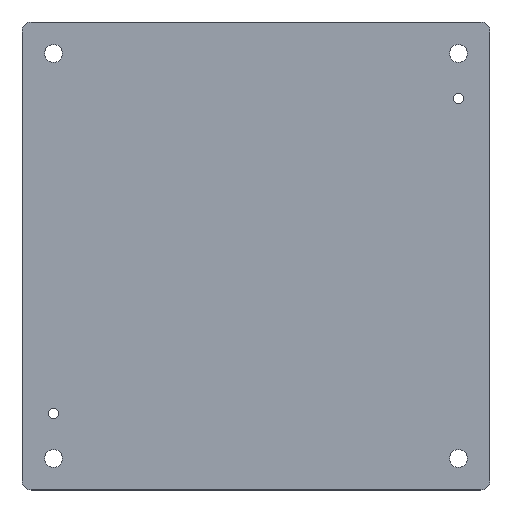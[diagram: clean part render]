
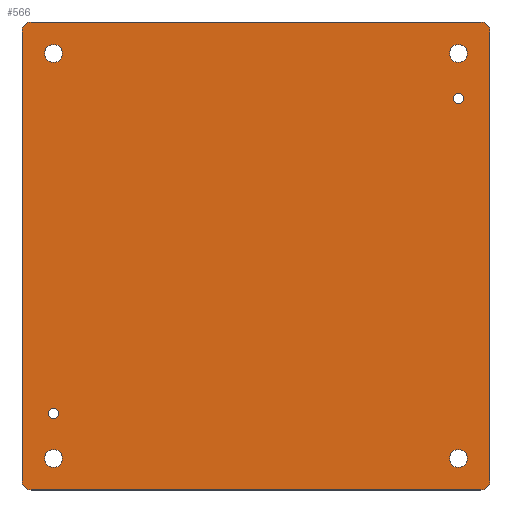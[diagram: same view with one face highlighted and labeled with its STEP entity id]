
A CAD part, top view. The second image highlights one B-rep face of the part: STEP entity #566.
In plain terms, the highlighted planar face has unit normal (0, 0, 1).
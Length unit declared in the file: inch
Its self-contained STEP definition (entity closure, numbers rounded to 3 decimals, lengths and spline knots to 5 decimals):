
#2 = ORIENTED_EDGE ( 'NONE', *, *, #342, .F. ) ;
#7 = CIRCLE ( 'NONE', #17, 0.25 ) ;
#9 = EDGE_CURVE ( 'NONE', #260, #260, #7, .T. ) ;
#13 = CARTESIAN_POINT ( 'NONE',  ( 6.25, 6.25, 0. ) ) ;
#17 = AXIS2_PLACEMENT_3D ( 'NONE', #439, #309, #583 ) ;
#31 = EDGE_CURVE ( 'NONE', #320, #345, #338, .T. ) ;
#33 = AXIS2_PLACEMENT_3D ( 'NONE', #445, #258, #46 ) ;
#34 = AXIS2_PLACEMENT_3D ( 'NONE', #308, #369, #174 ) ;
#38 = CARTESIAN_POINT ( 'NONE',  ( -5.375, -5.625, 0. ) ) ;
#43 = VERTEX_POINT ( 'NONE', #365 ) ;
#44 = CIRCLE ( 'NONE', #413, 0.25 ) ;
#45 = ORIENTED_EDGE ( 'NONE', *, *, #112, .F. ) ;
#46 = DIRECTION ( 'NONE',  ( 1., 0., 0. ) ) ;
#67 = CIRCLE ( 'NONE', #540, 0.25 ) ;
#69 = VERTEX_POINT ( 'NONE', #358 ) ;
#72 = ORIENTED_EDGE ( 'NONE', *, *, #31, .F. ) ;
#73 = ORIENTED_EDGE ( 'NONE', *, *, #123, .T. ) ;
#76 = DIRECTION ( 'NONE',  ( 1., 0., 0. ) ) ;
#85 = EDGE_CURVE ( 'NONE', #345, #343, #437, .T. ) ;
#98 = CARTESIAN_POINT ( 'NONE',  ( -5.375, 5.625, 0. ) ) ;
#100 = DIRECTION ( 'NONE',  ( 1., 0., 0. ) ) ;
#101 = CARTESIAN_POINT ( 'NONE',  ( 5.7655, 4.375, 0. ) ) ;
#106 = CARTESIAN_POINT ( 'NONE',  ( -6.5, 6.25, 0. ) ) ;
#112 = EDGE_CURVE ( 'NONE', #398, #290, #348, .T. ) ;
#115 = CARTESIAN_POINT ( 'NONE',  ( -5.625, 5.625, 0. ) ) ;
#118 = EDGE_LOOP ( 'NONE', ( #490 ) ) ;
#123 = EDGE_CURVE ( 'NONE', #268, #268, #518, .T. ) ;
#124 = CIRCLE ( 'NONE', #206, 0.25 ) ;
#126 = DIRECTION ( 'NONE',  ( 0., -1., 0. ) ) ;
#137 = CARTESIAN_POINT ( 'NONE',  ( 6.25, 6.5, 0. ) ) ;
#139 = DIRECTION ( 'NONE',  ( 0., 0., 1. ) ) ;
#141 = EDGE_LOOP ( 'NONE', ( #172 ) ) ;
#156 = CARTESIAN_POINT ( 'NONE',  ( -6.5, 0., 0. ) ) ;
#172 = ORIENTED_EDGE ( 'NONE', *, *, #461, .T. ) ;
#173 = DIRECTION ( 'NONE',  ( -1., 0., 0. ) ) ;
#174 = DIRECTION ( 'NONE',  ( 1., 0., 0. ) ) ;
#175 = ORIENTED_EDGE ( 'NONE', *, *, #278, .F. ) ;
#180 = VERTEX_POINT ( 'NONE', #98 ) ;
#184 = CARTESIAN_POINT ( 'NONE',  ( 0., 0., 0. ) ) ;
#185 = VECTOR ( 'NONE', #173, 39.37008 ) ;
#188 = FACE_BOUND ( 'NONE', #118, .T. ) ;
#198 = EDGE_CURVE ( 'NONE', #43, #43, #457, .T. ) ;
#205 = AXIS2_PLACEMENT_3D ( 'NONE', #550, #546, #100 ) ;
#206 = AXIS2_PLACEMENT_3D ( 'NONE', #115, #340, #252 ) ;
#210 = EDGE_LOOP ( 'NONE', ( #215 ) ) ;
#215 = ORIENTED_EDGE ( 'NONE', *, *, #436, .T. ) ;
#218 = DIRECTION ( 'NONE',  ( 1., 0., 0. ) ) ;
#225 = CARTESIAN_POINT ( 'NONE',  ( 5.875, -5.625, 0. ) ) ;
#229 = FACE_BOUND ( 'NONE', #360, .T. ) ;
#231 = CARTESIAN_POINT ( 'NONE',  ( 5.625, 4.375, 0. ) ) ;
#235 = EDGE_CURVE ( 'NONE', #319, #319, #412, .T. ) ;
#236 = CARTESIAN_POINT ( 'NONE',  ( -6.25, -6.25, 0. ) ) ;
#249 = DIRECTION ( 'NONE',  ( 0., 1., 0. ) ) ;
#252 = DIRECTION ( 'NONE',  ( 1., 0., 0. ) ) ;
#253 = ORIENTED_EDGE ( 'NONE', *, *, #85, .F. ) ;
#258 = DIRECTION ( 'NONE',  ( 0., 0., -1. ) ) ;
#260 = VERTEX_POINT ( 'NONE', #451 ) ;
#261 = DIRECTION ( 'NONE',  ( 0., 0., -1. ) ) ;
#267 = CARTESIAN_POINT ( 'NONE',  ( 0., -6.5, 0. ) ) ;
#268 = VERTEX_POINT ( 'NONE', #38 ) ;
#272 = FACE_OUTER_BOUND ( 'NONE', #336, .T. ) ;
#278 = EDGE_CURVE ( 'NONE', #343, #535, #429, .T. ) ;
#280 = DIRECTION ( 'NONE',  ( 0., 0., -1. ) ) ;
#282 = AXIS2_PLACEMENT_3D ( 'NONE', #231, #280, #459 ) ;
#286 = DIRECTION ( 'NONE',  ( 0., 0., -1. ) ) ;
#288 = CARTESIAN_POINT ( 'NONE',  ( 5.625, -5.625, 0. ) ) ;
#290 = VERTEX_POINT ( 'NONE', #327 ) ;
#291 = AXIS2_PLACEMENT_3D ( 'NONE', #487, #261, #218 ) ;
#292 = LINE ( 'NONE', #520, #434 ) ;
#303 = AXIS2_PLACEMENT_3D ( 'NONE', #184, #139, #538 ) ;
#308 = CARTESIAN_POINT ( 'NONE',  ( 6.25, -6.25, 0. ) ) ;
#309 = DIRECTION ( 'NONE',  ( 0., 0., -1. ) ) ;
#317 = CARTESIAN_POINT ( 'NONE',  ( -6.25, 6.5, 0. ) ) ;
#319 = VERTEX_POINT ( 'NONE', #101 ) ;
#320 = VERTEX_POINT ( 'NONE', #106 ) ;
#327 = CARTESIAN_POINT ( 'NONE',  ( -6.25, -6.5, 0. ) ) ;
#330 = ORIENTED_EDGE ( 'NONE', *, *, #198, .T. ) ;
#336 = EDGE_LOOP ( 'NONE', ( #568, #2, #45, #472, #430, #175, #253, #72 ) ) ;
#338 = CIRCLE ( 'NONE', #291, 0.25 ) ;
#340 = DIRECTION ( 'NONE',  ( 0., 0., -1. ) ) ;
#342 = EDGE_CURVE ( 'NONE', #290, #549, #67, .T. ) ;
#343 = VERTEX_POINT ( 'NONE', #137 ) ;
#345 = VERTEX_POINT ( 'NONE', #317 ) ;
#348 = LINE ( 'NONE', #267, #185 ) ;
#356 = CARTESIAN_POINT ( 'NONE',  ( -6.5, -6.25, 0. ) ) ;
#358 = CARTESIAN_POINT ( 'NONE',  ( 6.5, -6.25, 0. ) ) ;
#360 = EDGE_LOOP ( 'NONE', ( #376 ) ) ;
#361 = EDGE_CURVE ( 'NONE', #549, #320, #428, .T. ) ;
#363 = CIRCLE ( 'NONE', #34, 0.25 ) ;
#365 = CARTESIAN_POINT ( 'NONE',  ( -5.48435, -4.375, 0. ) ) ;
#369 = DIRECTION ( 'NONE',  ( 0., 0., -1. ) ) ;
#375 = DIRECTION ( 'NONE',  ( 1., 0., 0. ) ) ;
#376 = ORIENTED_EDGE ( 'NONE', *, *, #235, .T. ) ;
#386 = DIRECTION ( 'NONE',  ( 0., 0., -1. ) ) ;
#387 = EDGE_LOOP ( 'NONE', ( #330 ) ) ;
#391 = VECTOR ( 'NONE', #249, 39.37008 ) ;
#398 = VERTEX_POINT ( 'NONE', #521 ) ;
#401 = PLANE ( 'NONE',  #303 ) ;
#404 = FACE_BOUND ( 'NONE', #509, .T. ) ;
#412 = CIRCLE ( 'NONE', #282, 0.1405 ) ;
#413 = AXIS2_PLACEMENT_3D ( 'NONE', #288, #386, #76 ) ;
#416 = DIRECTION ( 'NONE',  ( 0., 0., -1. ) ) ;
#418 = DIRECTION ( 'NONE',  ( 1., 0., 0. ) ) ;
#428 = LINE ( 'NONE', #156, #391 ) ;
#429 = CIRCLE ( 'NONE', #541, 0.25 ) ;
#430 = ORIENTED_EDGE ( 'NONE', *, *, #506, .F. ) ;
#434 = VECTOR ( 'NONE', #126, 39.37008 ) ;
#436 = EDGE_CURVE ( 'NONE', #446, #446, #44, .T. ) ;
#437 = LINE ( 'NONE', #485, #523 ) ;
#438 = FACE_BOUND ( 'NONE', #141, .T. ) ;
#439 = CARTESIAN_POINT ( 'NONE',  ( 5.625, 5.625, 0. ) ) ;
#445 = CARTESIAN_POINT ( 'NONE',  ( -5.625, -5.625, 0. ) ) ;
#446 = VERTEX_POINT ( 'NONE', #225 ) ;
#451 = CARTESIAN_POINT ( 'NONE',  ( 5.875, 5.625, 0. ) ) ;
#457 = CIRCLE ( 'NONE', #205, 0.14065 ) ;
#459 = DIRECTION ( 'NONE',  ( 1., 0., 0. ) ) ;
#461 = EDGE_CURVE ( 'NONE', #180, #180, #124, .T. ) ;
#472 = ORIENTED_EDGE ( 'NONE', *, *, #525, .F. ) ;
#485 = CARTESIAN_POINT ( 'NONE',  ( 0., 6.5, 0. ) ) ;
#487 = CARTESIAN_POINT ( 'NONE',  ( -6.25, 6.25, 0. ) ) ;
#489 = CARTESIAN_POINT ( 'NONE',  ( 6.5, 6.25, 0. ) ) ;
#490 = ORIENTED_EDGE ( 'NONE', *, *, #9, .T. ) ;
#501 = FACE_BOUND ( 'NONE', #387, .T. ) ;
#506 = EDGE_CURVE ( 'NONE', #535, #69, #292, .T. ) ;
#509 = EDGE_LOOP ( 'NONE', ( #73 ) ) ;
#518 = CIRCLE ( 'NONE', #33, 0.25 ) ;
#520 = CARTESIAN_POINT ( 'NONE',  ( 6.5, 0., 0. ) ) ;
#521 = CARTESIAN_POINT ( 'NONE',  ( 6.25, -6.5, 0. ) ) ;
#523 = VECTOR ( 'NONE', #574, 39.37008 ) ;
#525 = EDGE_CURVE ( 'NONE', #69, #398, #363, .T. ) ;
#535 = VERTEX_POINT ( 'NONE', #489 ) ;
#538 = DIRECTION ( 'NONE',  ( 1., 0., 0. ) ) ;
#540 = AXIS2_PLACEMENT_3D ( 'NONE', #236, #416, #375 ) ;
#541 = AXIS2_PLACEMENT_3D ( 'NONE', #13, #286, #418 ) ;
#546 = DIRECTION ( 'NONE',  ( 0., 0., -1. ) ) ;
#549 = VERTEX_POINT ( 'NONE', #356 ) ;
#550 = CARTESIAN_POINT ( 'NONE',  ( -5.625, -4.375, 0. ) ) ;
#566 = ADVANCED_FACE ( 'NONE', ( #404, #229, #501, #188, #438, #577, #272 ), #401, .T. ) ;
#568 = ORIENTED_EDGE ( 'NONE', *, *, #361, .F. ) ;
#574 = DIRECTION ( 'NONE',  ( 1., 0., 0. ) ) ;
#577 = FACE_BOUND ( 'NONE', #210, .T. ) ;
#583 = DIRECTION ( 'NONE',  ( 1., 0., 0. ) ) ;
